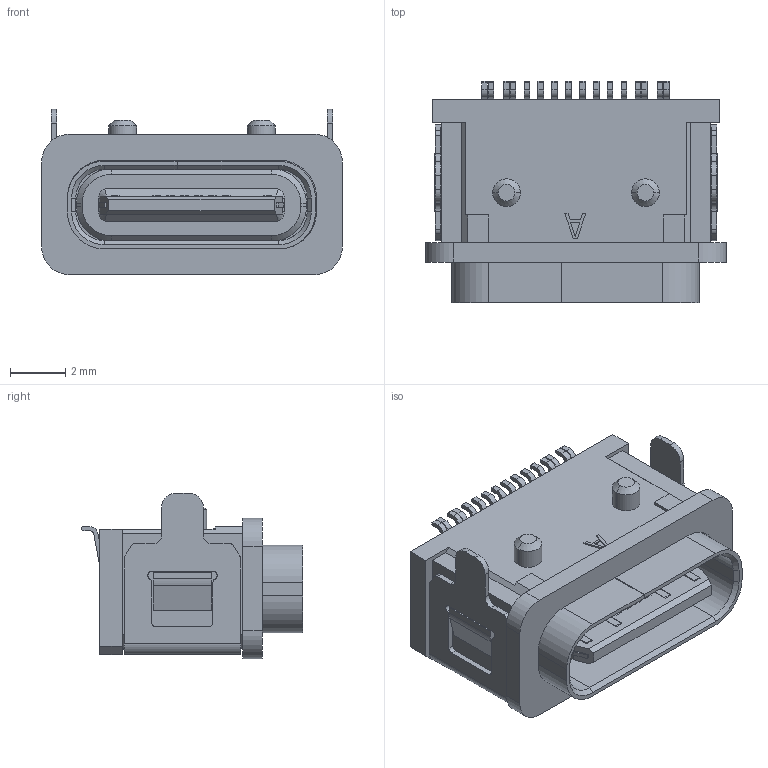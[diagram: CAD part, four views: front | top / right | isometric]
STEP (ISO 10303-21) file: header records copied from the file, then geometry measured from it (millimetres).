
FILE_DESCRIPTION((''),'2;1');
FILE_NAME('MANIFOLD_SOLID_BREP_15844_8_12_','2023-03-27T',('±óÑ¶'),(''),'PRO/ENGINEER BY PARAMETRIC TECHNOLOGY CORPORATION, 2009090','PRO/ENGINEER BY PARAMETRIC TECHNOLOGY CORPORATION, 2009090','');
FILE_SCHEMA(('CONFIG_CONTROL_DESIGN'));
Length unit declared in the file: millimetre
Products named in the file (1): MANIFOLD_SOLID_BREP_15844_8_12_
Bounding box: 10.84 x 7.97 x 5.96 mm (x, y, z)
Volume: 224.2 mm3; surface area: 890.6 mm2
Topology: 1 solids, 1 shells, 702 faces, 2005 edges, 1324 vertices
Faces by surface type: plane 493, cylinder 181, cone 28
Entity records: 22932 total; most frequent: CARTESIAN_POINT 4202, ORIENTED_EDGE 4010, DIRECTION 3791, EDGE_CURVE 2005, VECTOR 1559, LINE 1559, VERTEX_POINT 1324, AXIS2_PLACEMENT_3D 1116
